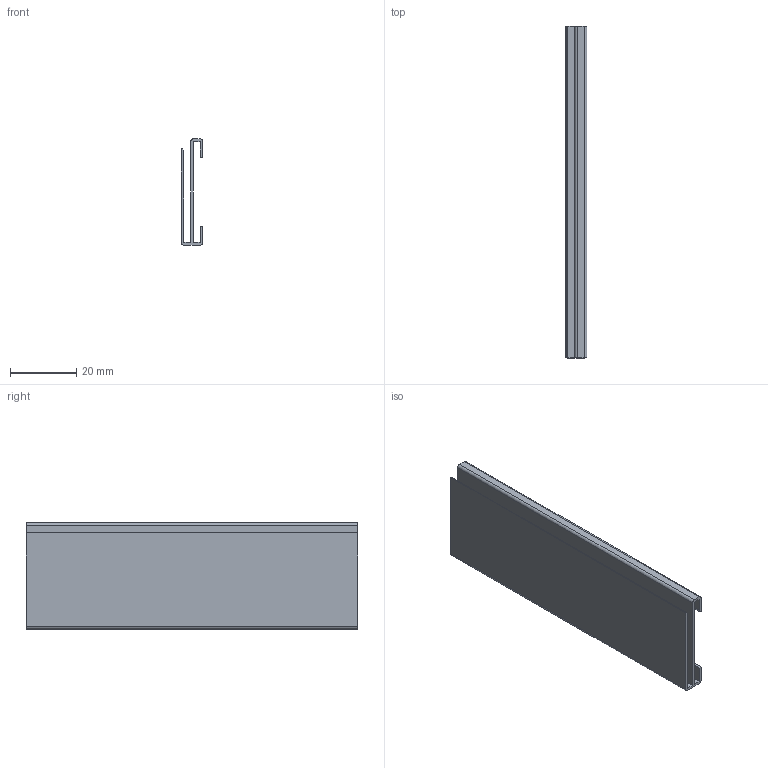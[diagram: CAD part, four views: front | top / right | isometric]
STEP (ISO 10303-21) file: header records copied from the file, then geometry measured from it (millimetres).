
FILE_DESCRIPTION (( 'STEP AP214' ), '1' );
FILE_NAME ('Z20 Ïðîôèëü èíôîðìàöèîííûé ïðîçðà÷íûé 28ìì.STEP', '2023-11-14T08:15:38', ( '' ), ( '' ), 'SwSTEP 2.0', 'SolidWorks 2022', '' );
FILE_SCHEMA (( 'AUTOMOTIVE_DESIGN' ));
Length unit declared in the file: millimetre
Products named in the file (1): Z20 Профиль информационный прозрачный 28мм
Bounding box: 6.6 x 100 x 32 mm (x, y, z)
Volume: 6222.8 mm3; surface area: 15843.5 mm2
Topology: 1 solids, 1 shells, 23 faces, 63 edges, 42 vertices
Faces by surface type: plane 18, cylinder 5
Entity records: 1014 total; most frequent: CARTESIAN_POINT 129, ORIENTED_EDGE 126, DIRECTION 121, EDGE_CURVE 63, VECTOR 53, LINE 53, VERTEX_POINT 42, AXIS2_PLACEMENT_3D 34
